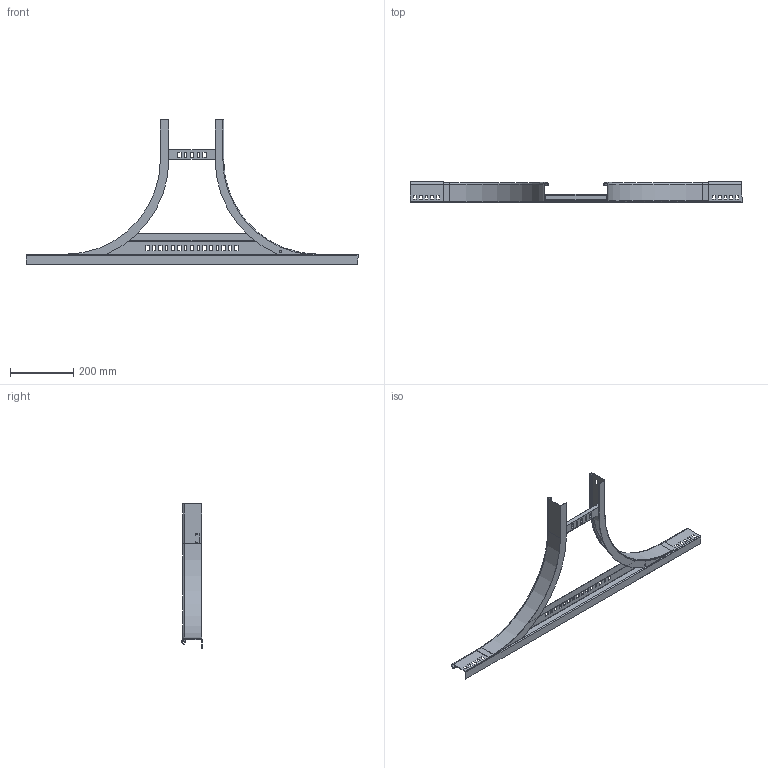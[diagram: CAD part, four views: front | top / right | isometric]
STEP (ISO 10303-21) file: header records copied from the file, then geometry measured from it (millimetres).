
FILE_DESCRIPTION (( 'STEP AP214' ), '1' );
FILE_NAME ('6225850.STP', '2017-03-24T13:20:01', ( '' ), ( '' ), 'SwSTEP 2.0', 'SolidWorks 2016', '' );
FILE_SCHEMA (( 'AUTOMOTIVE_DESIGN' ));
Length unit declared in the file: millimetre
Products named in the file (5): 086941_Innenholm 60xR300 li; 086940_St》zprofil f〉 R300 NB200; 079986_L=0192; 086941_Innenholm 60xR300 re; 6225850
Assembly tree (4 placements, depth 2):
  6225850
    086941_Innenholm 60xR300 re
    079986_L=0192
    086940_St》zprofil f〉 R300 NB200
    086941_Innenholm 60xR300 li
Bounding box: 1050 x 65 x 456.2 mm (x, y, z)
Volume: 407689.9 mm3; surface area: 485660.9 mm2
Topology: 4 solids, 4 shells, 313 faces, 856 edges, 551 vertices
Faces by surface type: plane 218, cylinder 83, torus 6, bspline 6
Entity records: 10746 total; most frequent: CARTESIAN_POINT 2419, ORIENTED_EDGE 1712, DIRECTION 1626, EDGE_CURVE 856, VECTOR 686, LINE 686, VERTEX_POINT 551, AXIS2_PLACEMENT_3D 470
